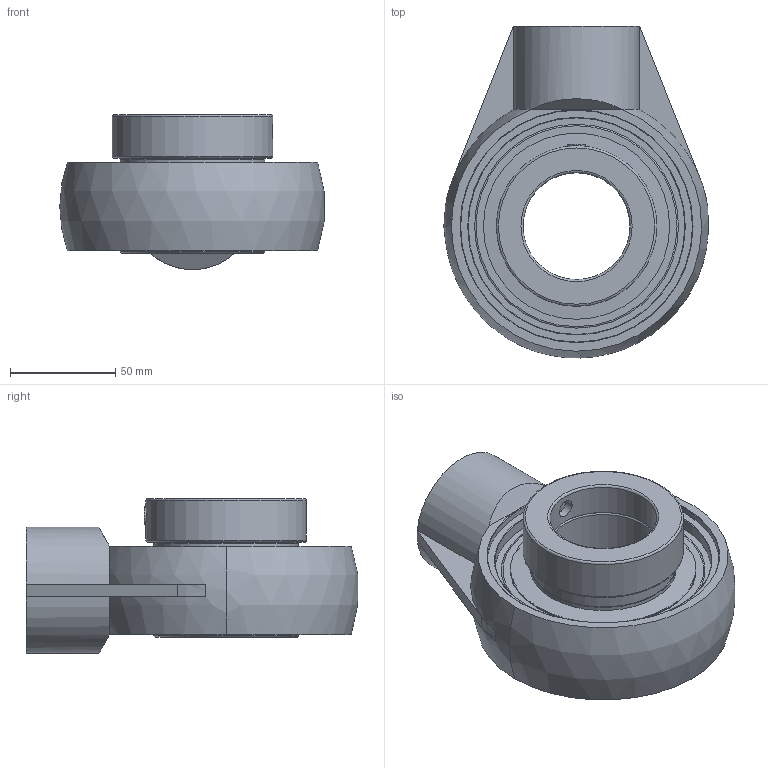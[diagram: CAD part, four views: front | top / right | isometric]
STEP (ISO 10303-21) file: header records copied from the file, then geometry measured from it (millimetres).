
FILE_DESCRIPTION(('HOOPS Exchange Step'),'2;1');
FILE_NAME('export-89F1E2E9-C7F9-4062-BA7D-8398C2622661.stp','2020-05-20T08:29:46-07:00',('dkerr'),('Alibre'),'HOOPS Exchange 2020.0','Alibre','Unknown authorisation');
FILE_SCHEMA( ('AP242_MANAGED_MODEL_BASED_3D_ENGINEERING_MIM_LF {1 0 10303 442 1 1 4 }') );
Length unit declared in the file: inch
Products named in the file (8): MRN SHAM L4L 211; SNC 211 (Ball Bearing); SNC 211-32 L4L (2.000inch) (Race); SNC 211-32 (Collar); SNC 211 (Shield); SNC 211 (Setscrew); MRN SNC 211-32 L4L (2.000inch); MRN SNCSHAM 211-32 L4L (2.000inch)
Assembly tree (8 placements, depth 3):
  MRN SNCSHAM 211-32 L4L (2.000inch)
    MRN SHAM L4L 211
    MRN SNC 211-32 L4L (2.000inch)
      SNC 211 (Ball Bearing)
      SNC 211-32 L4L (2.000inch) (Race)
      SNC 211-32 (Collar)
      SNC 211 (Shield)  x2
      SNC 211 (Setscrew)
Bounding box: 125.5 x 157.57 x 73.53 mm (x, y, z)
Volume: 422642.2 mm3; surface area: 121466.8 mm2
Topology: 17 solids, 17 shells, 112 faces, 306 edges, 209 vertices
Faces by surface type: plane 46, cylinder 26, sphere 15, cone 14, torus 11
Full cylindrical faces by diameter (mm): 8.382 x3, 31.75 x1, 50.8 x2, 64.973 x2, 68.58 x4, 69.342 x2, 76.2 x1, 87.884 x2, 88.392 x2, 102.825 x1, 104.825 x1, 110.1 x1
Entity records: 4447 total; most frequent: CARTESIAN_POINT 1474, DIRECTION 656, ORIENTED_EDGE 524, AXIS2_PLACEMENT_3D 284, EDGE_CURVE 262, VERTEX_POINT 195, CIRCLE 153, EDGE_LOOP 123
